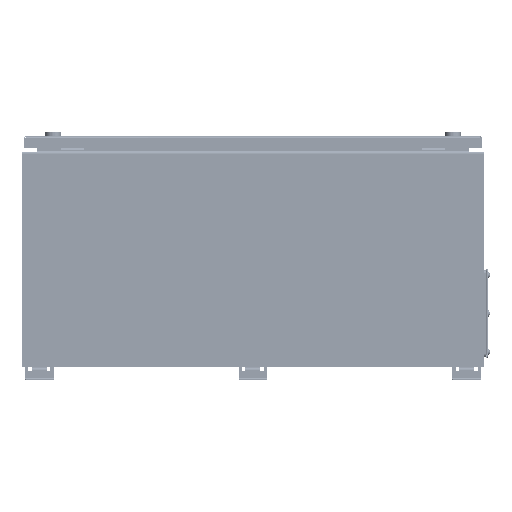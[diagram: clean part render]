
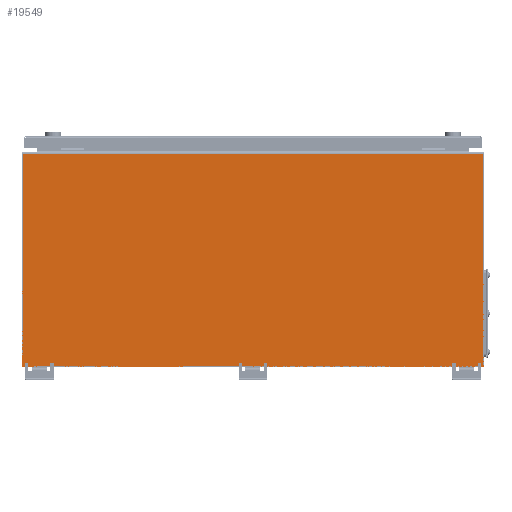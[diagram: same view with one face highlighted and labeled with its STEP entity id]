
A CAD part, left-side view. The second image highlights one B-rep face of the part: STEP entity #19549.
In plain terms, the highlighted planar face has unit normal (-1, 0, 0).
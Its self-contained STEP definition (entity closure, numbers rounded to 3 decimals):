
#862 = CARTESIAN_POINT ( 'NONE',  ( -1.5, 400., -183.5 ) ) ;
#975 = DIRECTION ( 'NONE',  ( 0., 0., 1. ) ) ;
#3093 = FACE_OUTER_BOUND ( 'NONE', #79113, .T. ) ;
#4029 = DIRECTION ( 'NONE',  ( -1., 0., 0. ) ) ;
#9228 = DIRECTION ( 'NONE',  ( 0., 0., 1. ) ) ;
#9987 = DIRECTION ( 'NONE',  ( 0., 1., 0. ) ) ;
#10920 = EDGE_CURVE ( 'NONE', #17515, #76503, #70471, .T. ) ;
#11938 = EDGE_CURVE ( 'NONE', #34153, #13661, #63396, .T. ) ;
#12004 = DIRECTION ( 'NONE',  ( 0., 1., 0. ) ) ;
#13661 = VERTEX_POINT ( 'NONE', #34911 ) ;
#13909 = CARTESIAN_POINT ( 'NONE',  ( -1.5, -400., 186.5 ) ) ;
#17205 = AXIS2_PLACEMENT_3D ( 'NONE', #68628, #4029, #9228 ) ;
#17515 = VERTEX_POINT ( 'NONE', #81654 ) ;
#18857 = EDGE_CURVE ( 'NONE', #27372, #49917, #69750, .T. ) ;
#19549 = ADVANCED_FACE ( 'NONE', ( #3093 ), #61113, .T. ) ;
#23318 = DIRECTION ( 'NONE',  ( -1., 0., 0. ) ) ;
#25681 = VECTOR ( 'NONE', #975, 1000. ) ;
#27372 = VERTEX_POINT ( 'NONE', #862 ) ;
#29325 = EDGE_CURVE ( 'NONE', #17515, #49917, #52954, .T. ) ;
#32096 = AXIS2_PLACEMENT_3D ( 'NONE', #53452, #23318, #73256 ) ;
#34153 = VERTEX_POINT ( 'NONE', #51450 ) ;
#34735 = ORIENTED_EDGE ( 'NONE', *, *, #45412, .F. ) ;
#34911 = CARTESIAN_POINT ( 'NONE',  ( -1.5, 400., 183.5 ) ) ;
#45412 = EDGE_CURVE ( 'NONE', #34153, #76503, #54043, .T. ) ;
#45884 = CARTESIAN_POINT ( 'NONE',  ( -1.5, -397., -183.5 ) ) ;
#46039 = ORIENTED_EDGE ( 'NONE', *, *, #29325, .F. ) ;
#48313 = EDGE_CURVE ( 'NONE', #27372, #13661, #62806, .T. ) ;
#49917 = VERTEX_POINT ( 'NONE', #53291 ) ;
#50431 = ORIENTED_EDGE ( 'NONE', *, *, #48313, .F. ) ;
#51450 = CARTESIAN_POINT ( 'NONE',  ( -1.5, -400., 183.5 ) ) ;
#52612 = VECTOR ( 'NONE', #12004, 1000. ) ;
#52954 = LINE ( 'NONE', #61412, #75709 ) ;
#53291 = CARTESIAN_POINT ( 'NONE',  ( -1.5, 397., -186.5 ) ) ;
#53452 = CARTESIAN_POINT ( 'NONE',  ( -1.5, 397., -183.5 ) ) ;
#54043 = LINE ( 'NONE', #13909, #79684 ) ;
#56378 = DIRECTION ( 'NONE',  ( 0., 0., -1. ) ) ;
#58641 = DIRECTION ( 'NONE',  ( 0., 0., 1. ) ) ;
#61113 = PLANE ( 'NONE',  #17205 ) ;
#61412 = CARTESIAN_POINT ( 'NONE',  ( -1.5, -400., -186.5 ) ) ;
#62806 = LINE ( 'NONE', #80198, #25681 ) ;
#63396 = LINE ( 'NONE', #76148, #52612 ) ;
#68628 = CARTESIAN_POINT ( 'NONE',  ( -1.5, 0., 0. ) ) ;
#69750 = CIRCLE ( 'NONE', #32096, 3. ) ;
#70471 = CIRCLE ( 'NONE', #78039, 3. ) ;
#73256 = DIRECTION ( 'NONE',  ( 0., 0., 1. ) ) ;
#75709 = VECTOR ( 'NONE', #9987, 1000. ) ;
#76148 = CARTESIAN_POINT ( 'NONE',  ( -1.5, -400., 183.5 ) ) ;
#76503 = VERTEX_POINT ( 'NONE', #78091 ) ;
#78039 = AXIS2_PLACEMENT_3D ( 'NONE', #45884, #88303, #58641 ) ;
#78091 = CARTESIAN_POINT ( 'NONE',  ( -1.5, -400., -183.5 ) ) ;
#79113 = EDGE_LOOP ( 'NONE', ( #46039, #85244, #34735, #82187, #50431, #84171 ) ) ;
#79684 = VECTOR ( 'NONE', #56378, 1000. ) ;
#80198 = CARTESIAN_POINT ( 'NONE',  ( -1.5, 400., 186.5 ) ) ;
#81654 = CARTESIAN_POINT ( 'NONE',  ( -1.5, -397., -186.5 ) ) ;
#82187 = ORIENTED_EDGE ( 'NONE', *, *, #11938, .T. ) ;
#84171 = ORIENTED_EDGE ( 'NONE', *, *, #18857, .T. ) ;
#85244 = ORIENTED_EDGE ( 'NONE', *, *, #10920, .T. ) ;
#88303 = DIRECTION ( 'NONE',  ( -1., 0., 0. ) ) ;
